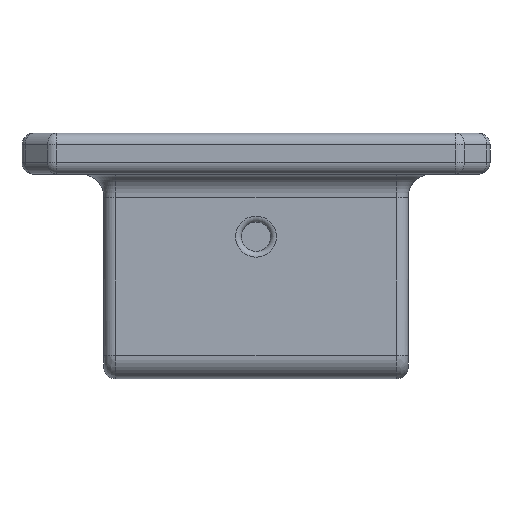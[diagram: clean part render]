
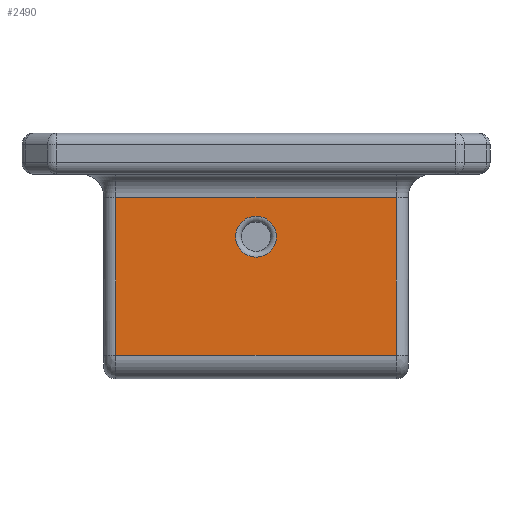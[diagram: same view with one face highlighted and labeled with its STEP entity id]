
A CAD part, front view. The second image highlights one B-rep face of the part: STEP entity #2490.
In plain terms, the highlighted planar face has unit normal (0, -1, 0).
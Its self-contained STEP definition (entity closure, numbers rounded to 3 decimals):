
#84=FACE_BOUND('',#698,.T.);
#95=PLANE('',#2690);
#136=LINE('',#4020,#291);
#137=LINE('',#4022,#292);
#138=LINE('',#4024,#293);
#139=LINE('',#4025,#294);
#291=VECTOR('',#3097,10.);
#292=VECTOR('',#3098,10.);
#293=VECTOR('',#3099,10.);
#294=VECTOR('',#3100,10.);
#518=FACE_OUTER_BOUND('',#697,.T.);
#697=EDGE_LOOP('',(#1715,#1716,#1717,#1718));
#698=EDGE_LOOP('',(#1719));
#887=CIRCLE('',#2688,3.5);
#1104=VERTEX_POINT('',#4014);
#1105=VERTEX_POINT('',#4018);
#1106=VERTEX_POINT('',#4019);
#1107=VERTEX_POINT('',#4021);
#1108=VERTEX_POINT('',#4023);
#1318=EDGE_CURVE('',#1104,#1104,#887,.T.);
#1320=EDGE_CURVE('',#1105,#1106,#136,.T.);
#1321=EDGE_CURVE('',#1107,#1105,#137,.T.);
#1322=EDGE_CURVE('',#1107,#1108,#138,.T.);
#1323=EDGE_CURVE('',#1108,#1106,#139,.T.);
#1715=ORIENTED_EDGE('',*,*,#1320,.F.);
#1716=ORIENTED_EDGE('',*,*,#1321,.F.);
#1717=ORIENTED_EDGE('',*,*,#1322,.T.);
#1718=ORIENTED_EDGE('',*,*,#1323,.T.);
#1719=ORIENTED_EDGE('',*,*,#1318,.F.);
#2490=ADVANCED_FACE('',(#518,#84),#95,.T.);
#2688=AXIS2_PLACEMENT_3D('',#4015,#3091,#3092);
#2690=AXIS2_PLACEMENT_3D('',#4017,#3095,#3096);
#3091=DIRECTION('center_axis',(0.,-1.,0.));
#3092=DIRECTION('ref_axis',(1.,0.,0.));
#3095=DIRECTION('center_axis',(0.,-1.,0.));
#3096=DIRECTION('ref_axis',(-1.,0.,0.));
#3097=DIRECTION('',(1.,0.,0.));
#3098=DIRECTION('',(0.,0.,1.));
#3099=DIRECTION('',(1.,0.,0.));
#3100=DIRECTION('',(0.,0.,1.));
#4014=CARTESIAN_POINT('',(-117.569,-25.171,-53.206));
#4015=CARTESIAN_POINT('Origin',(-117.569,-25.171,-49.706));
#4017=CARTESIAN_POINT('Origin',(-87.571,-25.171,-32.));
#4018=CARTESIAN_POINT('',(-141.571,-25.171,-43.));
#4019=CARTESIAN_POINT('',(-93.571,-25.171,-43.));
#4020=CARTESIAN_POINT('',(-102.57,-25.171,-43.));
#4021=CARTESIAN_POINT('',(-141.571,-25.171,-70.));
#4022=CARTESIAN_POINT('',(-141.571,-25.171,-51.));
#4023=CARTESIAN_POINT('',(-93.571,-25.171,-70.));
#4024=CARTESIAN_POINT('',(-132.572,-25.171,-70.));
#4025=CARTESIAN_POINT('',(-93.571,-25.171,-51.));
